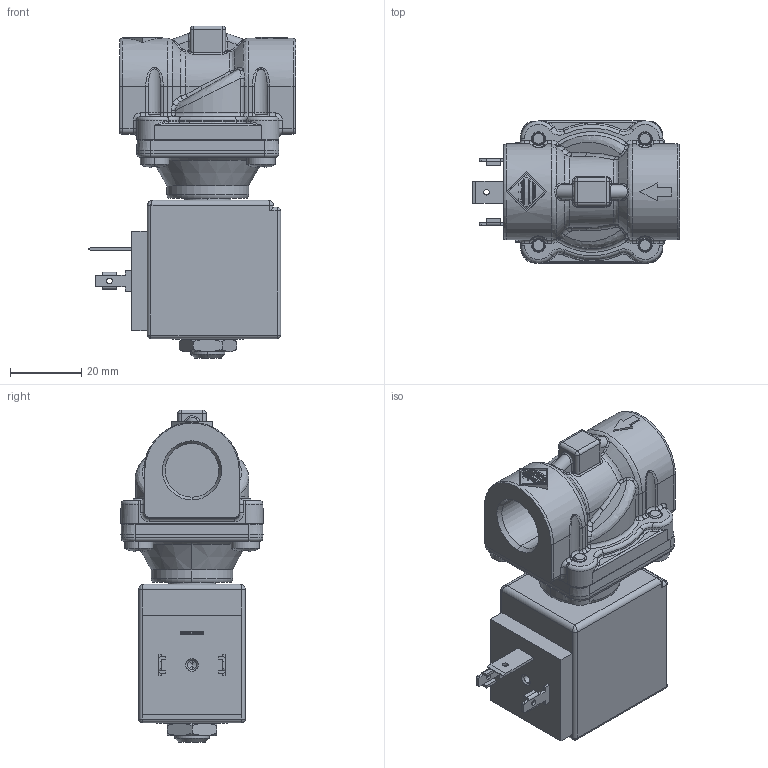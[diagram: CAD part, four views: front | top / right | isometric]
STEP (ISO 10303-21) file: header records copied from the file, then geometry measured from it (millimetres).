
FILE_DESCRIPTION((''),'2;1');
FILE_NAME('21H7KV120_BDA_INGOMBRO_ASM','2009-07-07T',('romeri'),('O.D.E.'),'PRO/ENGINEER BY PARAMETRIC TECHNOLOGY CORPORATION, 2005450','PRO/ENGINEER BY PARAMETRIC TECHNOLOGY CORPORATION, 2005450','');
FILE_SCHEMA(('CONFIG_CONTROL_DESIGN'));
Length unit declared in the file: millimetre
Products named in the file (7): 4500H7_INGOMBRO; 450938_INGOMBRO; BOBINA_8_W_INGOMBRO; 450145; 450146; 990445; 21H7KV120_BDA_INGOMBRO_ASM
Assembly tree (9 placements, depth 2):
  21H7KV120_BDA_INGOMBRO_ASM
    4500H7_INGOMBRO
    450938_INGOMBRO
    BOBINA_8_W_INGOMBRO
    450145
    450146
    990445  x4
Bounding box: 58.4 x 40 x 93.5 mm (x, y, z)
Volume: 83735.5 mm3; surface area: 33197.2 mm2
Topology: 9 solids, 19 shells, 749 faces, 1742 edges, 1047 vertices
Faces by surface type: plane 288, cylinder 229, torus 82, cone 73, bspline 47, sphere 30
Entity records: 27725 total; most frequent: CARTESIAN_POINT 6275, DIRECTION 3298, ORIENTED_EDGE 3102, EDGE_CURVE 1560, PRESENTATION_STYLE_ASSIGNMENT 1534, STYLED_ITEM 1468, CURVE_STYLE 1370, AXIS2_PLACEMENT_3D 1293
